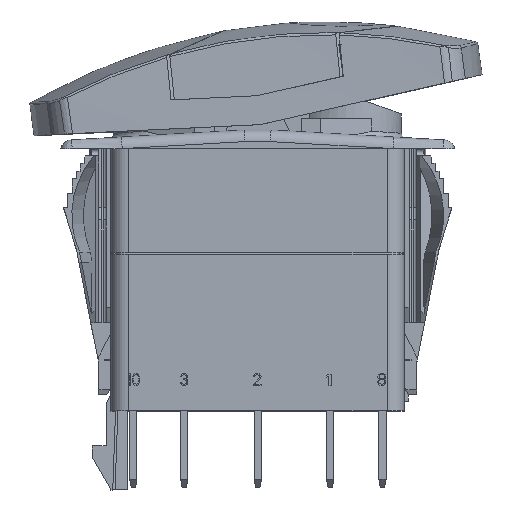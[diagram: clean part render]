
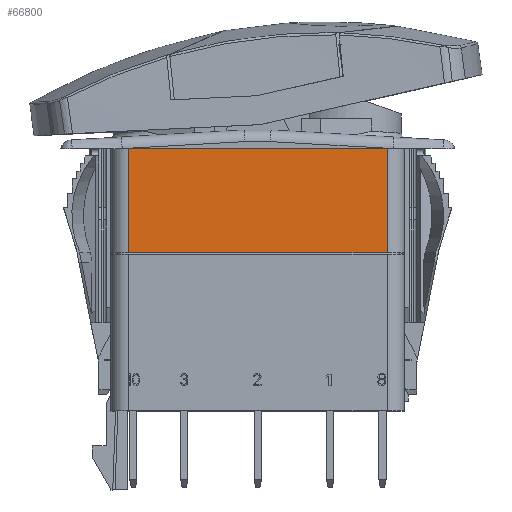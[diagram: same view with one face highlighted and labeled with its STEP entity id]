
A CAD part, top view. The second image highlights one B-rep face of the part: STEP entity #66800.
In plain terms, the highlighted planar face has unit normal (0, 0, 1).
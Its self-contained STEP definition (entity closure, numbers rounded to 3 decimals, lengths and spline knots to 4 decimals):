
#2002=DIRECTION('',(-1.,0.,0.));
#2003=VECTOR('',#2002,1.116);
#2004=CARTESIAN_POINT('',(0.558,0.455,0.41));
#2005=LINE('',#2004,#2003);
#21792=DIRECTION('',(0.,-1.,0.));
#21793=VECTOR('',#21792,0.45);
#21794=CARTESIAN_POINT('',(-0.558,0.455,0.41));
#21795=LINE('',#21794,#21793);
#21810=DIRECTION('',(-1.,0.,0.));
#21811=VECTOR('',#21810,1.116);
#21812=CARTESIAN_POINT('',(0.558,0.005,0.41));
#21813=LINE('',#21812,#21811);
#21814=DIRECTION('',(0.,1.,0.));
#21815=VECTOR('',#21814,0.45);
#21816=CARTESIAN_POINT('',(0.558,0.005,0.41));
#21817=LINE('',#21816,#21815);
#34753=CARTESIAN_POINT('',(0.558,0.005,0.41));
#34754=CARTESIAN_POINT('',(0.558,0.455,0.41));
#34755=VERTEX_POINT('',#34753);
#34756=VERTEX_POINT('',#34754);
#34761=CARTESIAN_POINT('',(-0.558,0.455,0.41));
#34762=CARTESIAN_POINT('',(-0.558,0.005,0.41));
#34763=VERTEX_POINT('',#34761);
#34764=VERTEX_POINT('',#34762);
#66788=CARTESIAN_POINT('',(0.,0.455,0.41));
#66789=DIRECTION('',(0.,0.,-1.));
#66790=DIRECTION('',(-1.,0.,0.));
#66791=AXIS2_PLACEMENT_3D('',#66788,#66789,#66790);
#66792=PLANE('',#66791);
#66794=ORIENTED_EDGE('',*,*,#66793,.F.);
#66795=ORIENTED_EDGE('',*,*,#39340,.T.);
#66796=ORIENTED_EDGE('',*,*,#66780,.F.);
#66797=ORIENTED_EDGE('',*,*,#40137,.F.);
#66798=EDGE_LOOP('',(#66794,#66795,#66796,#66797));
#66799=FACE_OUTER_BOUND('',#66798,.F.);
#39340=EDGE_CURVE('',#34755,#34764,#21813,.T.);
#40137=EDGE_CURVE('',#34756,#34763,#2005,.T.);
#66780=EDGE_CURVE('',#34763,#34764,#21795,.T.);
#66793=EDGE_CURVE('',#34755,#34756,#21817,.T.);
#66800=ADVANCED_FACE('',(#66799),#66792,.F.);
